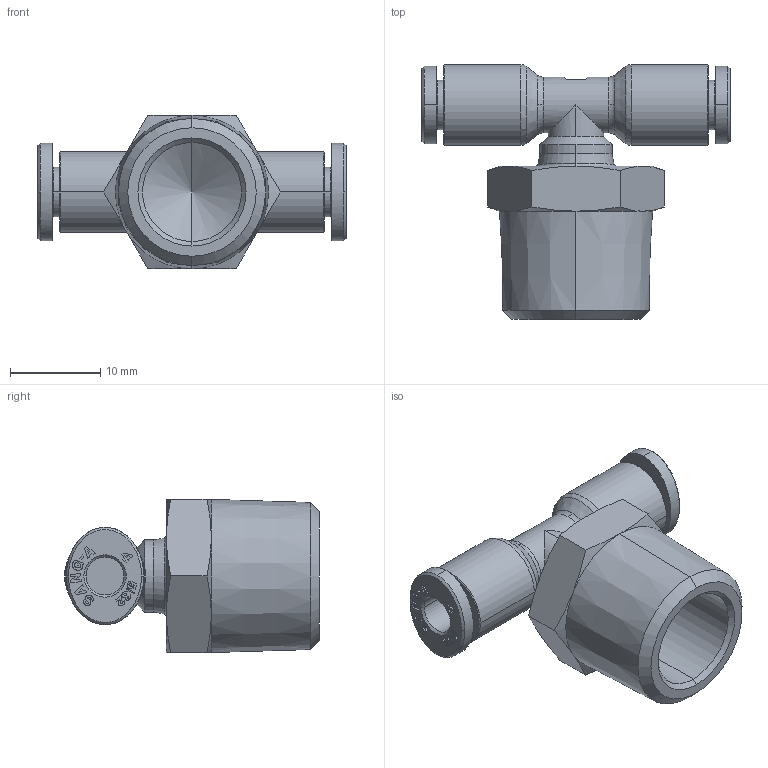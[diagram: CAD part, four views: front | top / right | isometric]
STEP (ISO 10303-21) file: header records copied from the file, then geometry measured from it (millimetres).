
FILE_DESCRIPTION (( 'STEP AP214' ), '1' );
FILE_NAME ('PT04-03.stp', '2015-09-25T09:31:37', ( '' ), ( '' ), 'SwSTEP 2.0', 'SolidWorks 2015', '' );
FILE_SCHEMA (( 'AUTOMOTIVE_DESIGN' ));
Length unit declared in the file: millimetre
Products named in the file (2): ｦ+ﾃｦ1; PT04-03
Assembly tree (1 placements, depth 2):
  PT04-03
    ｦ+ﾃｦ1
Bounding box: 34.2 x 28.3 x 17 mm (x, y, z)
Volume: 4355.8 mm3; surface area: 3332.2 mm2
Topology: 1 solids, 1 shells, 816 faces, 2297 edges, 1517 vertices
Faces by surface type: plane 671, bspline 64, cone 40, cylinder 35, torus 6
Entity records: 28307 total; most frequent: CARTESIAN_POINT 7006, ORIENTED_EDGE 4590, DIRECTION 3763, EDGE_CURVE 2295, LINE 1979, VECTOR 1979, VERTEX_POINT 1517, AXIS2_PLACEMENT_3D 892
